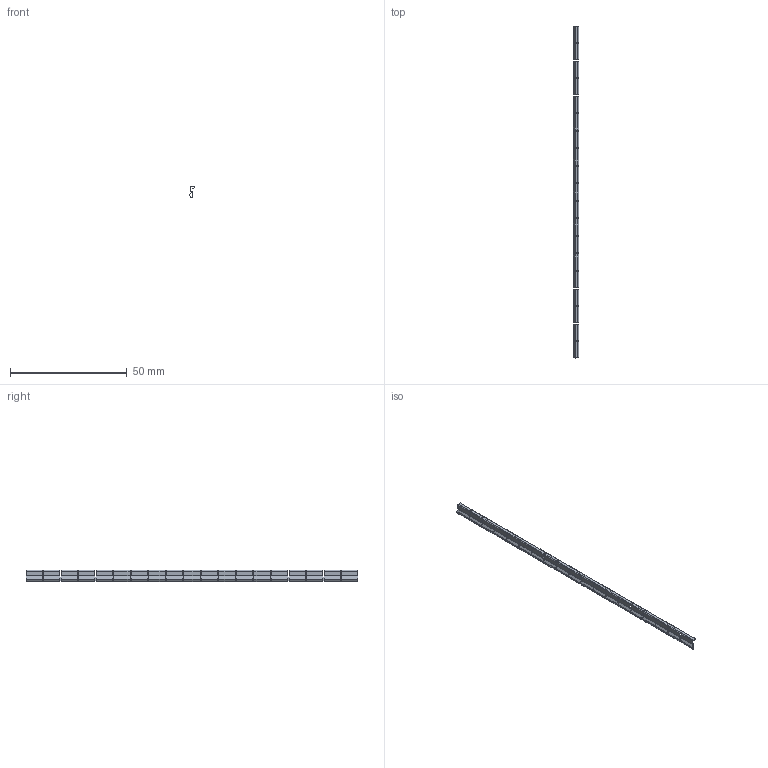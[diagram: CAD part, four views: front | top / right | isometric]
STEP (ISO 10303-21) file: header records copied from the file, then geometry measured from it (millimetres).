
FILE_DESCRIPTION(/* description */ (''),/* implementation_level */ '2;1');
FILE_NAME(/* name */ '86001004_EMV Feder FP M 4HE.stp',/* time_stamp */ '2014-08-29T12:57:52+02:00',/* author */ ('kotzmaier'),/* organization */ (''),/* preprocessor_version */ 'ST-DEVELOPER v15.2',/* originating_system */ 'Autodesk Inventor 2014',/* authorisation */ '');
FILE_SCHEMA (('AUTOMOTIVE_DESIGN { 1 0 10303 214 3 1 1 }'));
Length unit declared in the file: millimetre
Products named in the file (1): EMV_FEDER_FP_M_4HE_3D
Bounding box: 2.25 x 142 x 4.97 mm (x, y, z)
Volume: 77.9 mm3; surface area: 3133.3 mm2
Topology: 1 solids, 1 shells, 646 faces, 1896 edges, 1216 vertices
Faces by surface type: plane 342, cylinder 304
Entity records: 22159 total; most frequent: DIRECTION 3798, ORIENTED_EDGE 3792, CARTESIAN_POINT 3759, EDGE_CURVE 1896, LINE 1288, VECTOR 1288, AXIS2_PLACEMENT_3D 1255, VERTEX_POINT 1216
